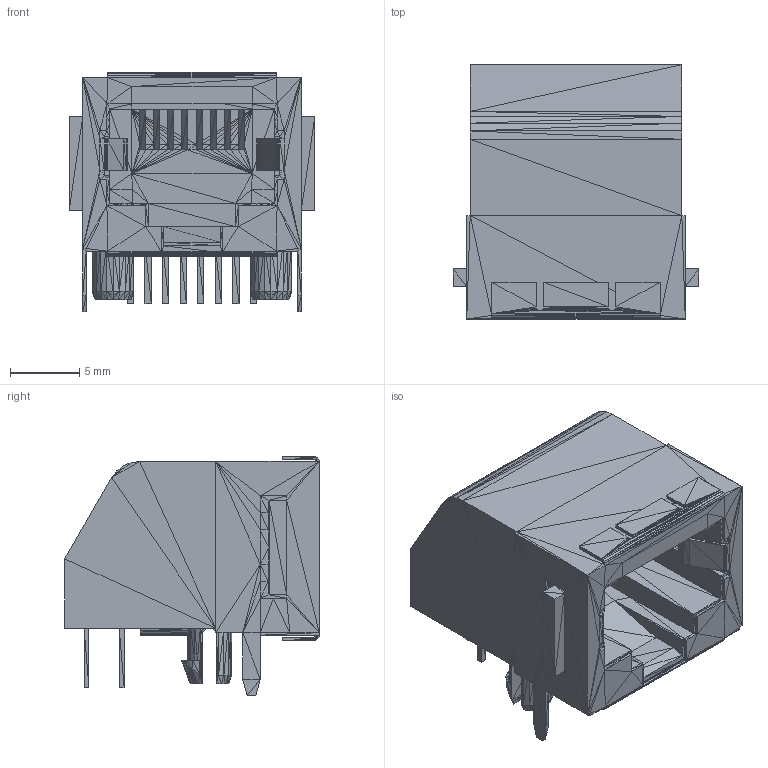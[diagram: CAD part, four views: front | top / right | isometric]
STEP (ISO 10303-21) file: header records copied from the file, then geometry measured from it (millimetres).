
FILE_DESCRIPTION(('FreeCAD Model'),'2;1');
FILE_NAME('conn001 (Solid)_sp.step', '2020-09-23T17:45:19',('kicad StepUp'),('ksu MCAD'), 'Open CASCADE STEP processor 7.4','FreeCAD','Unknown');
FILE_SCHEMA(('AUTOMOTIVE_DESIGN { 1 0 10303 214 1 1 1 1 }'));
Length unit declared in the file: millimetre
Products named in the file (1): conn001_(Solid)_sp
Bounding box: 17.78 x 18.41 x 17.34 mm (x, y, z)
Volume: 2.7 mm3; surface area: 2424.1 mm2
Topology: 1 solids, 2 shells, 1661 faces, 2516 edges, 839 vertices
Faces by surface type: plane 1661
Entity records: 44236 total; most frequent: DIRECTION 5840, ORIENTED_EDGE 5020, CARTESIAN_POINT 5017, EDGE_CURVE 2516, LINE 2516, VECTOR 2516, PRESENTATION_STYLE_ASSIGNMENT 1663, SURFACE_STYLE_USAGE 1663
